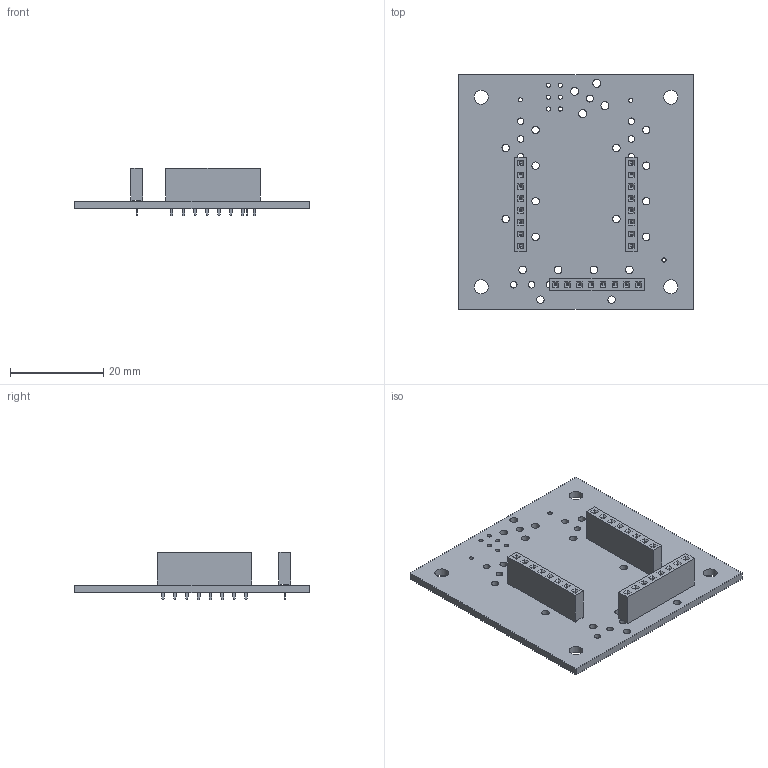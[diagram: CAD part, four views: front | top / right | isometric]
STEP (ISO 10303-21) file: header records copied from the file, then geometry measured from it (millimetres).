
FILE_DESCRIPTION(('KiCad electronic assembly'),'2;1');
FILE_NAME('VLFANT01B.step','2022-05-15T22:55:31',('Pcbnew'),('Kicad'), 'Open CASCADE STEP processor 7.5','KiCad to STEP converter','Unknown' );
FILE_SCHEMA(('AUTOMOTIVE_DESIGN { 1 0 10303 214 1 1 1 1 }'));
Length unit declared in the file: millimetre
Products named in the file (4): VLFANT01B 1; PinSocket_1x08_P2.54mm_Vertical; SOLID; tmptp42fyni PCB
Assembly tree (5 placements, depth 3):
  VLFANT01B 1
    PinSocket_1x08_P2.54mm_Vertical  x3
      SOLID
    tmptp42fyni PCB
Bounding box: 50.29 x 50.29 x 10.1 mm (x, y, z)
Volume: 4877.6 mm3; surface area: 7387.5 mm2
Topology: 4 solids, 4 shells, 840 faces, 2184 edges, 1424 vertices
Faces by surface type: bspline 774, cylinder 60, plane 6
Full cylindrical faces by diameter (mm): 0.889 x9, 1.4 x24, 1.5 x1, 1.6 x18, 1.7 x4, 3 x4
Entity records: 21526 total; most frequent: CARTESIAN_POINT 6944, B_SPLINE_CURVE_WITH_KNOTS 1992, ORIENTED_EDGE 1712, PCURVE 1712, DEFINITIONAL_REPRESENTATION 1712, EDGE_CURVE 856, SURFACE_CURVE 796, DIRECTION 720
